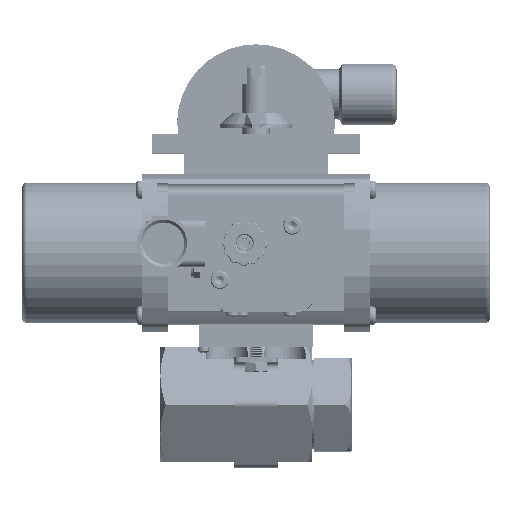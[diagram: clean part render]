
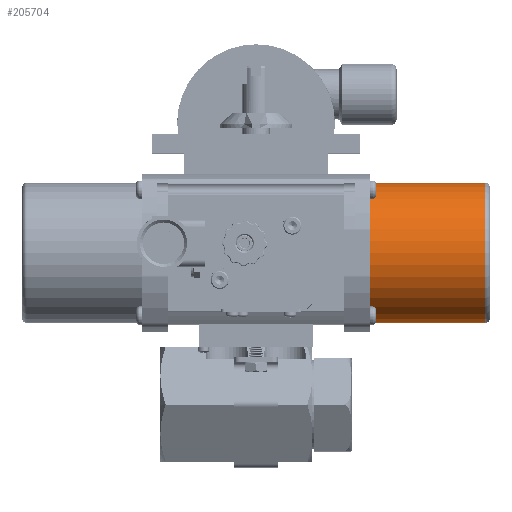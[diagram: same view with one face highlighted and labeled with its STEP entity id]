
A CAD part, top view. The second image highlights one B-rep face of the part: STEP entity #205704.
In plain terms, the highlighted cylindrical face has radius 30.963 mm (diameter 61.925 mm), a partial arc.
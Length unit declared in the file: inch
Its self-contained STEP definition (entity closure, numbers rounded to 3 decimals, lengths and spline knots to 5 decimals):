
#7401 = EDGE_CURVE ( 'NONE', #168233, #199468, #113988, .T. ) ;
#8714 = CARTESIAN_POINT ( 'NONE',  ( 1.8575, 1.417, 0. ) ) ;
#11642 = VECTOR ( 'NONE', #168564, 39.37008 ) ;
#13550 = CARTESIAN_POINT ( 'NONE',  ( 3.9725, 3.855, 0. ) ) ;
#17766 = CARTESIAN_POINT ( 'NONE',  ( 1.8575, 2.636, 0. ) ) ;
#23227 = AXIS2_PLACEMENT_3D ( 'NONE', #36323, #157480, #53743 ) ;
#25629 = ORIENTED_EDGE ( 'NONE', *, *, #205787, .T. ) ;
#35172 = DIRECTION ( 'NONE',  ( 0., -1., 0. ) ) ;
#36323 = CARTESIAN_POINT ( 'NONE',  ( 3.9725, 2.636, 0. ) ) ;
#52394 = LINE ( 'NONE', #64818, #11642 ) ;
#52996 = CARTESIAN_POINT ( 'NONE',  ( 1.7145, 3.855, 0. ) ) ;
#53509 = ORIENTED_EDGE ( 'NONE', *, *, #7401, .T. ) ;
#53743 = DIRECTION ( 'NONE',  ( 0., -1., 0. ) ) ;
#58472 = ORIENTED_EDGE ( 'NONE', *, *, #214638, .F. ) ;
#64818 = CARTESIAN_POINT ( 'NONE',  ( 1.7145, 1.417, 0. ) ) ;
#66753 = EDGE_CURVE ( 'NONE', #145551, #82733, #182370, .T. ) ;
#82733 = VERTEX_POINT ( 'NONE', #13550 ) ;
#83273 = CARTESIAN_POINT ( 'NONE',  ( 1.7145, 2.636, 0. ) ) ;
#85403 = CARTESIAN_POINT ( 'NONE',  ( 1.8575, 3.855, 0. ) ) ;
#113205 = AXIS2_PLACEMENT_3D ( 'NONE', #17766, #138853, #35172 ) ;
#113988 = CIRCLE ( 'NONE', #113205, 1.219 ) ;
#127953 = CARTESIAN_POINT ( 'NONE',  ( 3.9725, 1.417, 0. ) ) ;
#138853 = DIRECTION ( 'NONE',  ( 1., 0., 0. ) ) ;
#142228 = ORIENTED_EDGE ( 'NONE', *, *, #66753, .T. ) ;
#145551 = VERTEX_POINT ( 'NONE', #127953 ) ;
#152458 = LINE ( 'NONE', #52996, #203842 ) ;
#156709 = DIRECTION ( 'NONE',  ( -1., 0., 0. ) ) ;
#157480 = DIRECTION ( 'NONE',  ( -1., 0., 0. ) ) ;
#168233 = VERTEX_POINT ( 'NONE', #85403 ) ;
#168564 = DIRECTION ( 'NONE',  ( -1., 0., 0. ) ) ;
#168643 = AXIS2_PLACEMENT_3D ( 'NONE', #83273, #204349, #185574 ) ;
#168753 = FACE_OUTER_BOUND ( 'NONE', #216837, .T. ) ;
#182370 = CIRCLE ( 'NONE', #23227, 1.219 ) ;
#185574 = DIRECTION ( 'NONE',  ( 0., 1., 0. ) ) ;
#199468 = VERTEX_POINT ( 'NONE', #8714 ) ;
#203842 = VECTOR ( 'NONE', #156709, 39.37008 ) ;
#204349 = DIRECTION ( 'NONE',  ( -1., 0., 0. ) ) ;
#205704 = ADVANCED_FACE ( 'NONE', ( #168753 ), #209264, .T. ) ;
#205787 = EDGE_CURVE ( 'NONE', #82733, #168233, #152458, .T. ) ;
#209264 = CYLINDRICAL_SURFACE ( 'NONE', #168643, 1.219 ) ;
#214638 = EDGE_CURVE ( 'NONE', #145551, #199468, #52394, .T. ) ;
#216837 = EDGE_LOOP ( 'NONE', ( #58472, #142228, #25629, #53509 ) ) ;
